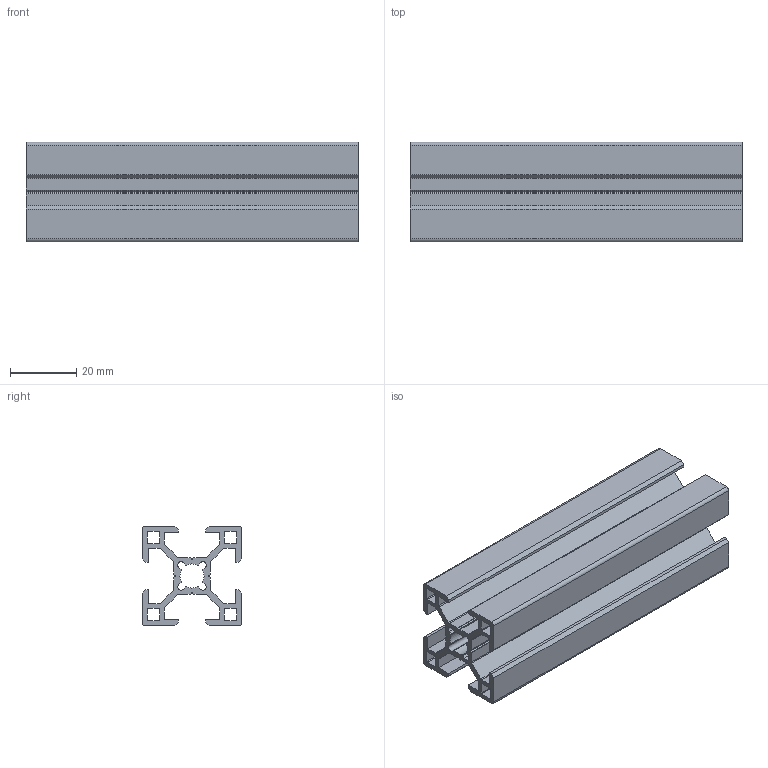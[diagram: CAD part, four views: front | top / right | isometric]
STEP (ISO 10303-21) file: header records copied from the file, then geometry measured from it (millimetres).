
FILE_DESCRIPTION (( 'STEP AP214' ), '1' );
FILE_NAME ('084.107.002.STEP', '2020-07-23T08:13:17', ( '' ), ( '' ), 'SwSTEP 2.0', 'SolidWorks 2018', '' );
FILE_SCHEMA (( 'AUTOMOTIVE_DESIGN' ));
Length unit declared in the file: millimetre
Products named in the file (1): 084.107.002
Bounding box: 100 x 30 x 30 mm (x, y, z)
Volume: 27286.2 mm3; surface area: 34161.1 mm2
Topology: 1 solids, 1 shells, 160 faces, 474 edges, 316 vertices
Faces by surface type: plane 90, cylinder 70
Entity records: 5432 total; most frequent: CARTESIAN_POINT 951, ORIENTED_EDGE 948, DIRECTION 936, EDGE_CURVE 474, LINE 334, VECTOR 334, VERTEX_POINT 316, AXIS2_PLACEMENT_3D 301
